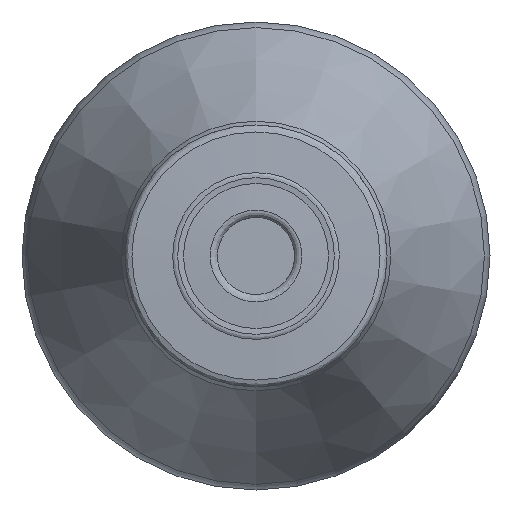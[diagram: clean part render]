
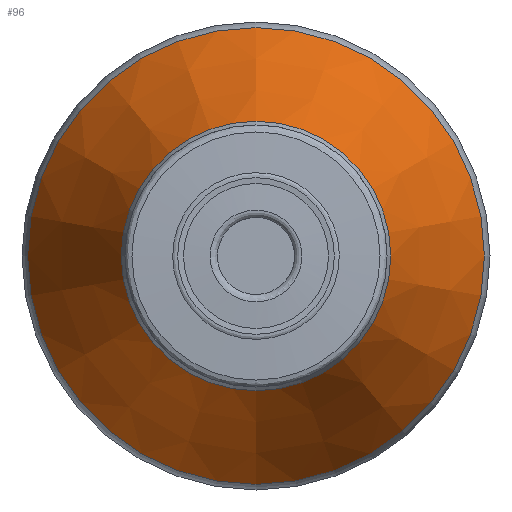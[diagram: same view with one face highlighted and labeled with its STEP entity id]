
A CAD part, left-side view. The second image highlights one B-rep face of the part: STEP entity #96.
In plain terms, the highlighted conical face has half-angle 25.796 degrees and reference radius 12.201 mm.
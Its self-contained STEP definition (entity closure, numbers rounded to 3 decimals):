
#81=CONICAL_SURFACE('',#394,12.201,25.796);
#96=ADVANCED_FACE('',(#134,#135),#81,.T.);
#134=FACE_BOUND('',#188,.T.);
#135=FACE_BOUND('',#189,.T.);
#188=EDGE_LOOP('',(#246));
#189=EDGE_LOOP('',(#247));
#246=ORIENTED_EDGE('',*,*,#332,.T.);
#247=ORIENTED_EDGE('',*,*,#331,.F.);
#302=VERTEX_POINT('',#565);
#303=VERTEX_POINT('',#568);
#331=EDGE_CURVE('',#302,#302,#360,.T.);
#332=EDGE_CURVE('',#303,#303,#361,.T.);
#360=CIRCLE('',#391,12.201);
#361=CIRCLE('',#393,7.198);
#391=AXIS2_PLACEMENT_3D('',#564,#448,#449);
#393=AXIS2_PLACEMENT_3D('',#567,#452,#453);
#394=AXIS2_PLACEMENT_3D('',#569,#454,#455);
#448=DIRECTION('',(1.,0.,0.));
#449=DIRECTION('',(0.,0.,1.));
#452=DIRECTION('',(1.,0.,0.));
#453=DIRECTION('',(0.,0.,1.));
#454=DIRECTION('',(1.,0.,0.));
#455=DIRECTION('',(0.,0.,-1.));
#564=CARTESIAN_POINT('',(44.381,0.,0.));
#565=CARTESIAN_POINT('',(44.381,0.,12.201));
#567=CARTESIAN_POINT('',(34.031,0.,0.));
#568=CARTESIAN_POINT('',(34.031,0.,7.198));
#569=CARTESIAN_POINT('',(44.381,0.,0.));
